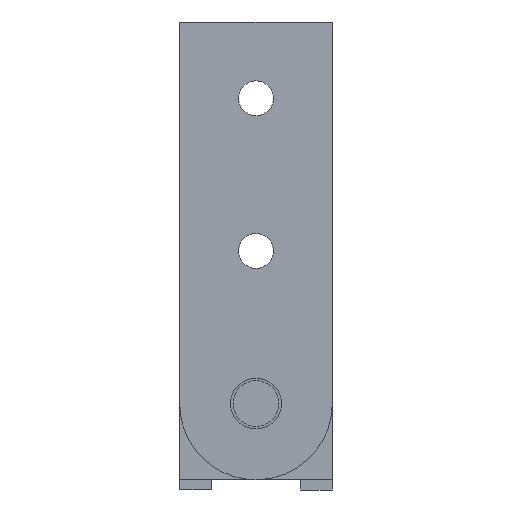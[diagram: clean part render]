
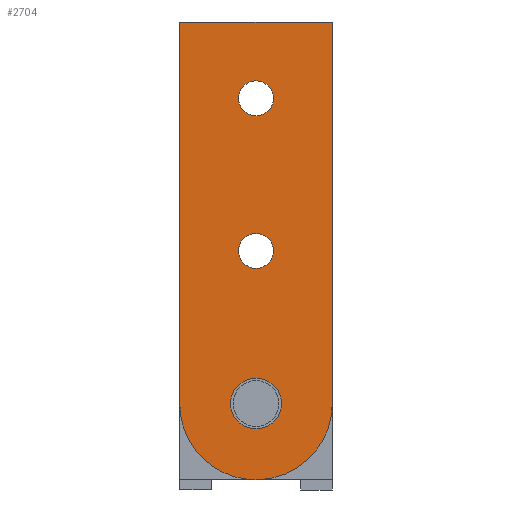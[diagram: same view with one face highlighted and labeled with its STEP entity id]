
A CAD part, left-side view. The second image highlights one B-rep face of the part: STEP entity #2704.
In plain terms, the highlighted planar face has unit normal (-1, 0, 0).
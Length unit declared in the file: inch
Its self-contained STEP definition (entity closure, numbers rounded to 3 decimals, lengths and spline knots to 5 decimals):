
#2330=CARTESIAN_POINT('',(-0.998,0.53033,0.21967));
#2331=VERTEX_POINT('',#2330);
#2347=CARTESIAN_POINT('',(-0.998,-0.75,0.75));
#2348=VERTEX_POINT('',#2347);
#2355=CARTESIAN_POINT('',(-0.998,0.,0.75));
#2356=DIRECTION('',(1.0,0.,0.));
#2357=DIRECTION('',(0.,0.707,-0.707));
#2358=AXIS2_PLACEMENT_3D('',#2355,#2356,#2357);
#2359=CIRCLE('',#2358,0.75);
#2360=EDGE_CURVE('',#2348,#2331,#2359,.T.);
#2370=CARTESIAN_POINT('',(-0.998,-0.25,0.75));
#2371=VERTEX_POINT('',#2370);
#2380=CARTESIAN_POINT('',(-0.998,0.25,0.75));
#2381=VERTEX_POINT('',#2380);
#2382=CARTESIAN_POINT('',(-0.998,0.,0.75));
#2383=DIRECTION('',(1.0,0.0,0.0));
#2384=DIRECTION('',(0.0,-1.0,0.0));
#2385=AXIS2_PLACEMENT_3D('',#2382,#2383,#2384);
#2386=CIRCLE('',#2385,0.25);
#2387=EDGE_CURVE('',#2381,#2371,#2386,.T.);
#2412=CARTESIAN_POINT('',(-0.998,-0.171,3.75));
#2413=VERTEX_POINT('',#2412);
#2422=CARTESIAN_POINT('',(-0.998,0.171,3.75));
#2423=VERTEX_POINT('',#2422);
#2424=CARTESIAN_POINT('',(-0.998,0.,3.75));
#2425=DIRECTION('',(1.0,0.0,0.0));
#2426=DIRECTION('',(0.0,-1.0,0.0));
#2427=AXIS2_PLACEMENT_3D('',#2424,#2425,#2426);
#2428=CIRCLE('',#2427,0.171);
#2429=EDGE_CURVE('',#2423,#2413,#2428,.T.);
#2454=CARTESIAN_POINT('',(-0.998,-0.171,2.25));
#2455=VERTEX_POINT('',#2454);
#2464=CARTESIAN_POINT('',(-0.998,0.171,2.25));
#2465=VERTEX_POINT('',#2464);
#2466=CARTESIAN_POINT('',(-0.998,0.,2.25));
#2467=DIRECTION('',(1.0,0.0,0.0));
#2468=DIRECTION('',(0.0,-1.0,0.0));
#2469=AXIS2_PLACEMENT_3D('',#2466,#2467,#2468);
#2470=CIRCLE('',#2469,0.171);
#2471=EDGE_CURVE('',#2465,#2455,#2470,.T.);
#2505=CARTESIAN_POINT('',(-0.998,0.,2.25));
#2506=DIRECTION('',(1.0,0.0,0.0));
#2507=DIRECTION('',(0.0,-1.0,0.0));
#2508=AXIS2_PLACEMENT_3D('',#2505,#2506,#2507);
#2509=CIRCLE('',#2508,0.171);
#2510=EDGE_CURVE('',#2455,#2465,#2509,.T.);
#2529=CARTESIAN_POINT('',(-0.998,0.,3.75));
#2530=DIRECTION('',(1.0,0.0,0.0));
#2531=DIRECTION('',(0.0,-1.0,0.0));
#2532=AXIS2_PLACEMENT_3D('',#2529,#2530,#2531);
#2533=CIRCLE('',#2532,0.171);
#2534=EDGE_CURVE('',#2413,#2423,#2533,.T.);
#2553=CARTESIAN_POINT('',(-0.998,0.,0.75));
#2554=DIRECTION('',(1.0,0.0,0.0));
#2555=DIRECTION('',(0.0,-1.0,0.0));
#2556=AXIS2_PLACEMENT_3D('',#2553,#2554,#2555);
#2557=CIRCLE('',#2556,0.25);
#2558=EDGE_CURVE('',#2371,#2381,#2557,.T.);
#2568=CARTESIAN_POINT('',(-0.998,-0.75,4.5));
#2569=VERTEX_POINT('',#2568);
#2570=CARTESIAN_POINT('',(-0.998,-0.75,4.5));
#2571=DIRECTION('',(0.0,0.0,-1.0));
#2572=VECTOR('',#2571,3.75);
#2573=LINE('',#2570,#2572);
#2574=EDGE_CURVE('',#2569,#2348,#2573,.T.);
#2600=CARTESIAN_POINT('',(-0.998,0.75,0.75));
#2601=VERTEX_POINT('',#2600);
#2602=CARTESIAN_POINT('',(-0.998,0.,0.75));
#2603=DIRECTION('',(1.0,0.,0.));
#2604=DIRECTION('',(0.,0.707,-0.707));
#2605=AXIS2_PLACEMENT_3D('',#2602,#2603,#2604);
#2606=CIRCLE('',#2605,0.75);
#2607=EDGE_CURVE('',#2331,#2601,#2606,.T.);
#2632=CARTESIAN_POINT('',(-0.998,0.75,4.5));
#2633=VERTEX_POINT('',#2632);
#2634=CARTESIAN_POINT('',(-0.998,0.75,0.75));
#2635=DIRECTION('',(0.0,0.0,1.0));
#2636=VECTOR('',#2635,3.75);
#2637=LINE('',#2634,#2636);
#2638=EDGE_CURVE('',#2601,#2633,#2637,.T.);
#2663=CARTESIAN_POINT('',(-0.998,0.75,4.5));
#2664=DIRECTION('',(0.0,-1.0,0.0));
#2665=VECTOR('',#2664,1.5);
#2666=LINE('',#2663,#2665);
#2667=EDGE_CURVE('',#2633,#2569,#2666,.T.);
#2680=CARTESIAN_POINT('',(-0.998,-0.75,4.5));
#2681=DIRECTION('',(-1.0,0.0,0.0));
#2682=DIRECTION('',(0.0,1.0,0.0));
#2683=AXIS2_PLACEMENT_3D('',#2680,#2681,#2682);
#2684=PLANE('',#2683);
#2685=ORIENTED_EDGE('',*,*,#2574,.F.);
#2686=ORIENTED_EDGE('',*,*,#2667,.F.);
#2687=ORIENTED_EDGE('',*,*,#2638,.F.);
#2688=ORIENTED_EDGE('',*,*,#2607,.F.);
#2689=ORIENTED_EDGE('',*,*,#2360,.F.);
#2690=EDGE_LOOP('',(#2685,#2686,#2687,#2688,#2689));
#2691=FACE_OUTER_BOUND('',#2690,.T.);
#2692=ORIENTED_EDGE('',*,*,#2510,.T.);
#2693=ORIENTED_EDGE('',*,*,#2471,.T.);
#2694=EDGE_LOOP('',(#2692,#2693));
#2695=FACE_BOUND('',#2694,.T.);
#2696=ORIENTED_EDGE('',*,*,#2534,.T.);
#2697=ORIENTED_EDGE('',*,*,#2429,.T.);
#2698=EDGE_LOOP('',(#2696,#2697));
#2699=FACE_BOUND('',#2698,.T.);
#2700=ORIENTED_EDGE('',*,*,#2558,.T.);
#2701=ORIENTED_EDGE('',*,*,#2387,.T.);
#2702=EDGE_LOOP('',(#2700,#2701));
#2703=FACE_BOUND('',#2702,.T.);
#2704=ADVANCED_FACE('',(#2691,#2695,#2699,#2703),#2684,.T.);
